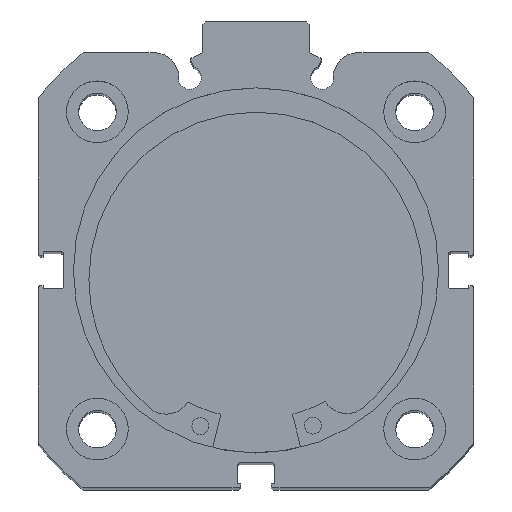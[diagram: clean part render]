
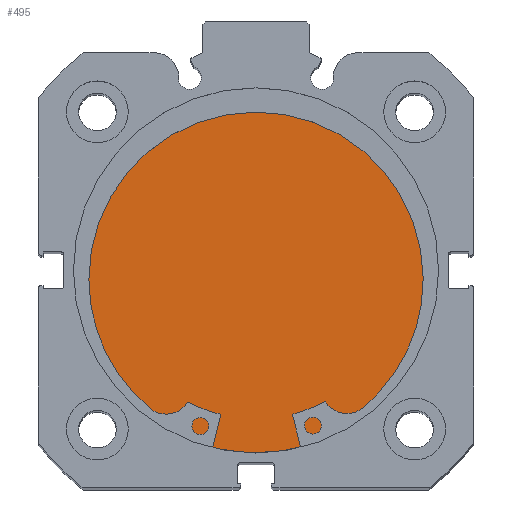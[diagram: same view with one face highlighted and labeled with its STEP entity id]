
A CAD part, top view. The second image highlights one B-rep face of the part: STEP entity #495.
In plain terms, the highlighted face is planar.
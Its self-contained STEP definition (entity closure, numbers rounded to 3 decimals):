
#182 = DIRECTION ( 'NONE',  ( 0., 0., 1. ) ) ;
#185 = DIRECTION ( 'NONE',  ( -1., 0., 0. ) ) ;
#193 = CARTESIAN_POINT ( 'NONE',  ( 9.5, 32.5, 0. ) ) ;
#199 = PLANE ( 'NONE',  #2421 ) ;
#495 = ADVANCED_FACE ( 'NONE', ( #1443 ), #199, .F. ) ;
#585 = EDGE_LOOP ( 'NONE', ( #1008, #1009 ) ) ;
#1008 = ORIENTED_EDGE ( 'NONE', *, *, #2206, .F. ) ;
#1009 = ORIENTED_EDGE ( 'NONE', *, *, #2089, .F. ) ;
#1443 = FACE_OUTER_BOUND ( 'NONE', #585, .T. ) ;
#2089 = EDGE_CURVE ( 'NONE', #3408, #3445, #5450, .T. ) ;
#2206 = EDGE_CURVE ( 'NONE', #3445, #3408, #5618, .T. ) ;
#2421 = AXIS2_PLACEMENT_3D ( 'NONE', #193, #185, #182 ) ;
#2619 = AXIS2_PLACEMENT_3D ( 'NONE', #4816, #4828, #4829 ) ;
#2686 = AXIS2_PLACEMENT_3D ( 'NONE', #5802, #5809, #5810 ) ;
#3408 = VERTEX_POINT ( 'NONE', #5970 ) ;
#3445 = VERTEX_POINT ( 'NONE', #5980 ) ;
#4816 = CARTESIAN_POINT ( 'NONE',  ( 9.5, 0., 0. ) ) ;
#4828 = DIRECTION ( 'NONE',  ( -1., 0., 0. ) ) ;
#4829 = DIRECTION ( 'NONE',  ( 0., 0., 1. ) ) ;
#5450 = CIRCLE ( 'NONE', #2619, 32.5 ) ;
#5618 = CIRCLE ( 'NONE', #2686, 32.5 ) ;
#5802 = CARTESIAN_POINT ( 'NONE',  ( 9.5, 0., 0. ) ) ;
#5809 = DIRECTION ( 'NONE',  ( -1., 0., 0. ) ) ;
#5810 = DIRECTION ( 'NONE',  ( 0., 0., 1. ) ) ;
#5970 = CARTESIAN_POINT ( 'NONE',  ( 9.5, 0., -32.5 ) ) ;
#5980 = CARTESIAN_POINT ( 'NONE',  ( 9.5, 0., 32.5 ) ) ;
